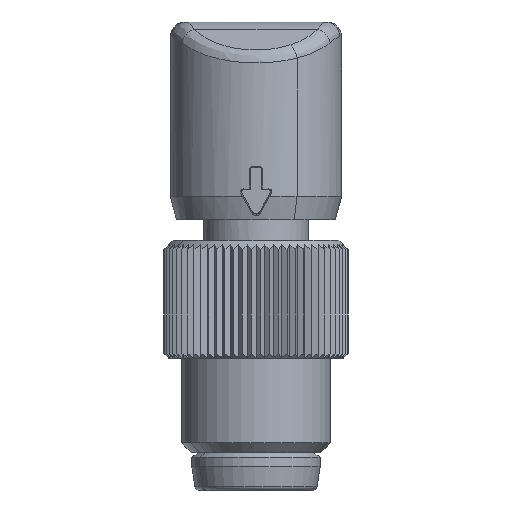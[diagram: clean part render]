
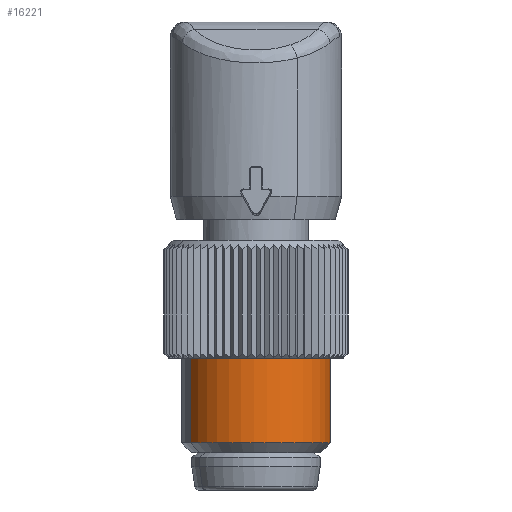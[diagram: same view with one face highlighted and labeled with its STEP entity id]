
A CAD part, front view. The second image highlights one B-rep face of the part: STEP entity #16221.
In plain terms, the highlighted cylindrical face has radius 4 mm (diameter 8 mm), a partial arc.
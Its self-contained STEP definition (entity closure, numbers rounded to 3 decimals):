
#11511=AXIS2_PLACEMENT_3D('Circle Axis2P3D',#11509,#11510,$) ;
#16182=AXIS2_PLACEMENT_3D('Cylinder Axis2P3D',#16179,#16180,#16181) ;
#16212=AXIS2_PLACEMENT_3D('Circle Axis2P3D',#16210,#16211,$) ;
#11509=CARTESIAN_POINT('Axis2P3D Location',(4.948,4.948,7.055)) ;
#11513=CARTESIAN_POINT('Vertex',(1.437,3.03,7.055)) ;
#11515=CARTESIAN_POINT('Vertex',(8.458,6.865,7.055)) ;
#16179=CARTESIAN_POINT('Axis2P3D Location',(4.948,4.948,7.702)) ;
#16184=CARTESIAN_POINT('Line Origine',(8.458,6.865,4.794)) ;
#16188=CARTESIAN_POINT('Vertex',(8.458,6.865,2.533)) ;
#16195=CARTESIAN_POINT('Vertex',(1.437,3.03,2.533)) ;
#16198=CARTESIAN_POINT('Line Origine',(1.437,3.03,4.794)) ;
#16210=CARTESIAN_POINT('Axis2P3D Location',(4.948,4.948,2.533)) ;
#11510=DIRECTION('Axis2P3D Direction',(0.,0.,1.)) ;
#16180=DIRECTION('Axis2P3D Direction',(0.,0.,1.)) ;
#16181=DIRECTION('Axis2P3D XDirection',(0.878,0.479,0.)) ;
#16185=DIRECTION('Vector Direction',(0.,0.,1.)) ;
#16199=DIRECTION('Vector Direction',(0.,0.,1.)) ;
#16211=DIRECTION('Axis2P3D Direction',(0.,0.,1.)) ;
#16186=VECTOR('Line Direction',#16185,1.) ;
#16200=VECTOR('Line Direction',#16199,1.) ;
#16216=ORIENTED_EDGE('',*,*,#11517,.F.) ;
#16217=ORIENTED_EDGE('',*,*,#16202,.T.) ;
#16218=ORIENTED_EDGE('',*,*,#16214,.T.) ;
#16219=ORIENTED_EDGE('',*,*,#16190,.F.) ;
#16221=ADVANCED_FACE('Hauptkoerper',(#16220),#16183,.T.) ;
#11512=CIRCLE('generated circle',#11511,4.) ;
#16213=CIRCLE('generated circle',#16212,4.) ;
#16183=CYLINDRICAL_SURFACE('generated cylinder',#16182,4.) ;
#11517=EDGE_CURVE('',#11514,#11516,#11512,.T.) ;
#16190=EDGE_CURVE('',#11516,#16189,#16187,.F.) ;
#16202=EDGE_CURVE('',#11514,#16196,#16201,.F.) ;
#16214=EDGE_CURVE('',#16196,#16189,#16213,.T.) ;
#16215=EDGE_LOOP('',(#16216,#16217,#16218,#16219)) ;
#16220=FACE_OUTER_BOUND('',#16215,.T.) ;
#16187=LINE('Line',#16184,#16186) ;
#16201=LINE('Line',#16198,#16200) ;
#11514=VERTEX_POINT('',#11513) ;
#11516=VERTEX_POINT('',#11515) ;
#16189=VERTEX_POINT('',#16188) ;
#16196=VERTEX_POINT('',#16195) ;
